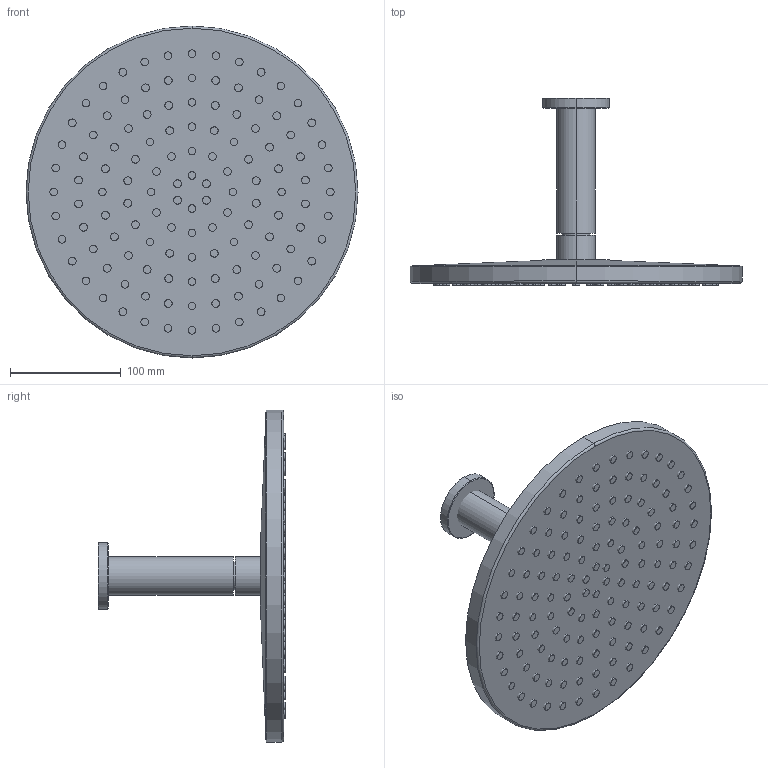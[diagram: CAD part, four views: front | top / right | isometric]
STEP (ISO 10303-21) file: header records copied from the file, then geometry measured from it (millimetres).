
FILE_DESCRIPTION (( 'STEP AP203' ), '1' );
FILE_NAME ('28689970-00.STEP', '2018-07-03T14:51:22', ( '' ), ( '' ), 'SwSTEP 2.0', 'SolidWorks 2017', '' );
FILE_SCHEMA (( 'CONFIG_CONTROL_DESIGN' ));
Length unit declared in the file: millimetre
Products named in the file (6): 28689970-00; Planungsmodell_Rohr_gerade-+-28.568.780-10_ _K257_60x9; Planungsmodell_Rohr_gerade-+-28.568.780-10_ _K256_300x15,50; Planungsmodell_Rohr-+-09.20.88.002.94-01_ _K23_35x32_25x2_35x116; Planungsmodell_Einsatz-+-09.12.01.080.90-01; Planungsmodell_Deckel-+-09.11.01.121.90-01_K1
Assembly tree (5 placements, depth 2):
  28689970-00
    Planungsmodell_Rohr_gerade-+-28.568.780-10_ _K257_60x9
    Planungsmodell_Rohr_gerade-+-28.568.780-10_ _K256_300x15,50
    Planungsmodell_Rohr-+-09.20.88.002.94-01_ _K23_35x32_25x2_35x116
    Planungsmodell_Einsatz-+-09.12.01.080.90-01
    Planungsmodell_Deckel-+-09.11.01.121.90-01_K1
Bounding box: 300 x 169.5 x 300 mm (x, y, z)
Volume: 1754384.1 mm3; surface area: 448592.3 mm2
Topology: 5 solids, 5 shells, 420 faces, 842 edges, 560 vertices
Faces by surface type: cylinder 264, plane 138, torus 12, cone 6
Entity records: 11858 total; most frequent: DIRECTION 2270, CARTESIAN_POINT 1830, ORIENTED_EDGE 1684, AXIS2_PLACEMENT_3D 1000, EDGE_CURVE 842, CIRCLE 572, VERTEX_POINT 560, EDGE_LOOP 548
